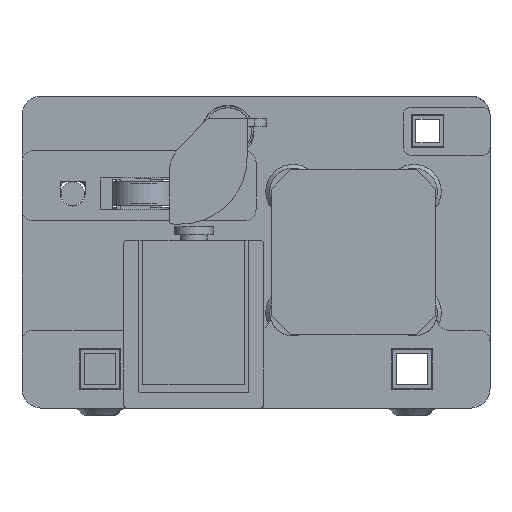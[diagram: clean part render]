
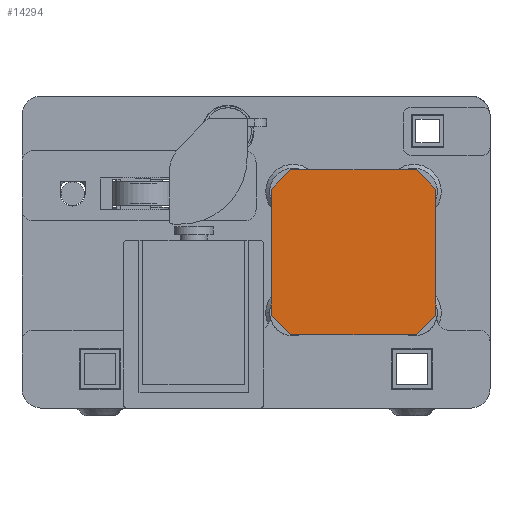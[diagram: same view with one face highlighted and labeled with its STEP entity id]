
A CAD part, front view. The second image highlights one B-rep face of the part: STEP entity #14294.
In plain terms, the highlighted planar face has unit normal (0, -1, 0).
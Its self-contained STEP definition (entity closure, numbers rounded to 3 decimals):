
#13313 = PLANE('',#13314);
#13314 = AXIS2_PLACEMENT_3D('',#13315,#13316,#13317);
#13315 = CARTESIAN_POINT('',(-21.15,-27.5,21.15));
#13316 = DIRECTION('',(0.,0.,1.));
#13317 = DIRECTION('',(1.,0.,0.));
#13341 = PLANE('',#13342);
#13342 = AXIS2_PLACEMENT_3D('',#13343,#13344,#13345);
#13343 = CARTESIAN_POINT('',(-18.65,-27.5,18.65));
#13344 = DIRECTION('',(-0.707,0.,
    0.707));
#13345 = DIRECTION('',(0.,1.,0.));
#13369 = PLANE('',#13370);
#13370 = AXIS2_PLACEMENT_3D('',#13371,#13372,#13373);
#13371 = CARTESIAN_POINT('',(-21.15,-27.5,-21.15));
#13372 = DIRECTION('',(-1.,0.,0.));
#13373 = DIRECTION('',(0.,0.,1.));
#13397 = PLANE('',#13398);
#13398 = AXIS2_PLACEMENT_3D('',#13399,#13400,#13401);
#13399 = CARTESIAN_POINT('',(-18.65,-27.5,-18.65));
#13400 = DIRECTION('',(-0.707,0.,
    -0.707));
#13401 = DIRECTION('',(0.,-1.,0.));
#13425 = PLANE('',#13426);
#13426 = AXIS2_PLACEMENT_3D('',#13427,#13428,#13429);
#13427 = CARTESIAN_POINT('',(21.15,-27.5,-21.15));
#13428 = DIRECTION('',(0.,0.,-1.));
#13429 = DIRECTION('',(-1.,0.,0.));
#13453 = PLANE('',#13454);
#13454 = AXIS2_PLACEMENT_3D('',#13455,#13456,#13457);
#13455 = CARTESIAN_POINT('',(18.65,-27.5,-18.65));
#13456 = DIRECTION('',(0.707,0.,
    -0.707));
#13457 = DIRECTION('',(0.,-1.,0.));
#13481 = PLANE('',#13482);
#13482 = AXIS2_PLACEMENT_3D('',#13483,#13484,#13485);
#13483 = CARTESIAN_POINT('',(21.15,-27.5,21.15));
#13484 = DIRECTION('',(1.,0.,0.));
#13485 = DIRECTION('',(0.,0.,-1.));
#13507 = PLANE('',#13508);
#13508 = AXIS2_PLACEMENT_3D('',#13509,#13510,#13511);
#13509 = CARTESIAN_POINT('',(18.65,-27.5,18.65));
#13510 = DIRECTION('',(0.707,0.,
    0.707));
#13511 = DIRECTION('',(0.,-1.,0.));
#13667 = VERTEX_POINT('',#13668);
#13668 = CARTESIAN_POINT('',(-16.15,-59.5,21.15));
#13689 = EDGE_CURVE('',#13667,#13690,#13692,.T.);
#13690 = VERTEX_POINT('',#13691);
#13691 = CARTESIAN_POINT('',(16.15,-59.5,21.15));
#13692 = SURFACE_CURVE('',#13693,(#13697,#13704),.PCURVE_S1.);
#13693 = LINE('',#13694,#13695);
#13694 = CARTESIAN_POINT('',(-21.15,-59.5,21.15));
#13695 = VECTOR('',#13696,1.);
#13696 = DIRECTION('',(1.,0.,0.));
#13697 = PCURVE('',#13313,#13698);
#13698 = DEFINITIONAL_REPRESENTATION('',(#13699),#13703);
#13699 = LINE('',#13700,#13701);
#13700 = CARTESIAN_POINT('',(0.,-32.));
#13701 = VECTOR('',#13702,1.);
#13702 = DIRECTION('',(1.,0.));
#13703 = ( GEOMETRIC_REPRESENTATION_CONTEXT(2) 
PARAMETRIC_REPRESENTATION_CONTEXT() REPRESENTATION_CONTEXT('2D SPACE',''
  ) );
#13704 = PCURVE('',#13705,#13710);
#13705 = PLANE('',#13706);
#13706 = AXIS2_PLACEMENT_3D('',#13707,#13708,#13709);
#13707 = CARTESIAN_POINT('',(-21.15,-59.5,21.15));
#13708 = DIRECTION('',(0.,-1.,0.));
#13709 = DIRECTION('',(0.,0.,-1.));
#13710 = DEFINITIONAL_REPRESENTATION('',(#13711),#13715);
#13711 = LINE('',#13712,#13713);
#13712 = CARTESIAN_POINT('',(0.,0.));
#13713 = VECTOR('',#13714,1.);
#13714 = DIRECTION('',(0.,1.));
#13715 = ( GEOMETRIC_REPRESENTATION_CONTEXT(2) 
PARAMETRIC_REPRESENTATION_CONTEXT() REPRESENTATION_CONTEXT('2D SPACE',''
  ) );
#13743 = EDGE_CURVE('',#13667,#13744,#13746,.T.);
#13744 = VERTEX_POINT('',#13745);
#13745 = CARTESIAN_POINT('',(-21.15,-59.5,16.15));
#13746 = SURFACE_CURVE('',#13747,(#13751,#13758),.PCURVE_S1.);
#13747 = LINE('',#13748,#13749);
#13748 = CARTESIAN_POINT('',(-18.65,-59.5,18.65));
#13749 = VECTOR('',#13750,1.);
#13750 = DIRECTION('',(-0.707,0.,
    -0.707));
#13751 = PCURVE('',#13341,#13752);
#13752 = DEFINITIONAL_REPRESENTATION('',(#13753),#13757);
#13753 = LINE('',#13754,#13755);
#13754 = CARTESIAN_POINT('',(-32.,0.));
#13755 = VECTOR('',#13756,1.);
#13756 = DIRECTION('',(0.,1.));
#13757 = ( GEOMETRIC_REPRESENTATION_CONTEXT(2) 
PARAMETRIC_REPRESENTATION_CONTEXT() REPRESENTATION_CONTEXT('2D SPACE',''
  ) );
#13758 = PCURVE('',#13705,#13759);
#13759 = DEFINITIONAL_REPRESENTATION('',(#13760),#13764);
#13760 = LINE('',#13761,#13762);
#13761 = CARTESIAN_POINT('',(2.5,2.5));
#13762 = VECTOR('',#13763,1.);
#13763 = DIRECTION('',(0.707,-0.707));
#13764 = ( GEOMETRIC_REPRESENTATION_CONTEXT(2) 
PARAMETRIC_REPRESENTATION_CONTEXT() REPRESENTATION_CONTEXT('2D SPACE',''
  ) );
#13792 = EDGE_CURVE('',#13690,#13793,#13795,.T.);
#13793 = VERTEX_POINT('',#13794);
#13794 = CARTESIAN_POINT('',(21.15,-59.5,16.15));
#13795 = SURFACE_CURVE('',#13796,(#13800,#13807),.PCURVE_S1.);
#13796 = LINE('',#13797,#13798);
#13797 = CARTESIAN_POINT('',(8.075,-59.5,29.225));
#13798 = VECTOR('',#13799,1.);
#13799 = DIRECTION('',(0.707,0.,
    -0.707));
#13800 = PCURVE('',#13507,#13801);
#13801 = DEFINITIONAL_REPRESENTATION('',(#13802),#13806);
#13802 = LINE('',#13803,#13804);
#13803 = CARTESIAN_POINT('',(32.,-14.955));
#13804 = VECTOR('',#13805,1.);
#13805 = DIRECTION('',(0.,1.));
#13806 = ( GEOMETRIC_REPRESENTATION_CONTEXT(2) 
PARAMETRIC_REPRESENTATION_CONTEXT() REPRESENTATION_CONTEXT('2D SPACE',''
  ) );
#13807 = PCURVE('',#13705,#13808);
#13808 = DEFINITIONAL_REPRESENTATION('',(#13809),#13813);
#13809 = LINE('',#13810,#13811);
#13810 = CARTESIAN_POINT('',(-8.075,29.225));
#13811 = VECTOR('',#13812,1.);
#13812 = DIRECTION('',(0.707,0.707));
#13813 = ( GEOMETRIC_REPRESENTATION_CONTEXT(2) 
PARAMETRIC_REPRESENTATION_CONTEXT() REPRESENTATION_CONTEXT('2D SPACE',''
  ) );
#13841 = VERTEX_POINT('',#13842);
#13842 = CARTESIAN_POINT('',(-21.15,-59.5,-16.15));
#13863 = EDGE_CURVE('',#13841,#13744,#13864,.T.);
#13864 = SURFACE_CURVE('',#13865,(#13869,#13876),.PCURVE_S1.);
#13865 = LINE('',#13866,#13867);
#13866 = CARTESIAN_POINT('',(-21.15,-59.5,-21.15));
#13867 = VECTOR('',#13868,1.);
#13868 = DIRECTION('',(0.,0.,1.));
#13869 = PCURVE('',#13369,#13870);
#13870 = DEFINITIONAL_REPRESENTATION('',(#13871),#13875);
#13871 = LINE('',#13872,#13873);
#13872 = CARTESIAN_POINT('',(0.,-32.));
#13873 = VECTOR('',#13874,1.);
#13874 = DIRECTION('',(1.,0.));
#13875 = ( GEOMETRIC_REPRESENTATION_CONTEXT(2) 
PARAMETRIC_REPRESENTATION_CONTEXT() REPRESENTATION_CONTEXT('2D SPACE',''
  ) );
#13876 = PCURVE('',#13705,#13877);
#13877 = DEFINITIONAL_REPRESENTATION('',(#13878),#13882);
#13878 = LINE('',#13879,#13880);
#13879 = CARTESIAN_POINT('',(42.3,0.));
#13880 = VECTOR('',#13881,1.);
#13881 = DIRECTION('',(-1.,0.));
#13882 = ( GEOMETRIC_REPRESENTATION_CONTEXT(2) 
PARAMETRIC_REPRESENTATION_CONTEXT() REPRESENTATION_CONTEXT('2D SPACE',''
  ) );
#13890 = EDGE_CURVE('',#13793,#13891,#13893,.T.);
#13891 = VERTEX_POINT('',#13892);
#13892 = CARTESIAN_POINT('',(21.15,-59.5,-16.15));
#13893 = SURFACE_CURVE('',#13894,(#13898,#13905),.PCURVE_S1.);
#13894 = LINE('',#13895,#13896);
#13895 = CARTESIAN_POINT('',(21.15,-59.5,21.15));
#13896 = VECTOR('',#13897,1.);
#13897 = DIRECTION('',(0.,0.,-1.));
#13898 = PCURVE('',#13481,#13899);
#13899 = DEFINITIONAL_REPRESENTATION('',(#13900),#13904);
#13900 = LINE('',#13901,#13902);
#13901 = CARTESIAN_POINT('',(0.,-32.));
#13902 = VECTOR('',#13903,1.);
#13903 = DIRECTION('',(1.,0.));
#13904 = ( GEOMETRIC_REPRESENTATION_CONTEXT(2) 
PARAMETRIC_REPRESENTATION_CONTEXT() REPRESENTATION_CONTEXT('2D SPACE',''
  ) );
#13905 = PCURVE('',#13705,#13906);
#13906 = DEFINITIONAL_REPRESENTATION('',(#13907),#13911);
#13907 = LINE('',#13908,#13909);
#13908 = CARTESIAN_POINT('',(0.,42.3));
#13909 = VECTOR('',#13910,1.);
#13910 = DIRECTION('',(1.,0.));
#13911 = ( GEOMETRIC_REPRESENTATION_CONTEXT(2) 
PARAMETRIC_REPRESENTATION_CONTEXT() REPRESENTATION_CONTEXT('2D SPACE',''
  ) );
#13939 = VERTEX_POINT('',#13940);
#13940 = CARTESIAN_POINT('',(-16.15,-59.5,-21.15));
#13961 = EDGE_CURVE('',#13939,#13841,#13962,.T.);
#13962 = SURFACE_CURVE('',#13963,(#13967,#13974),.PCURVE_S1.);
#13963 = LINE('',#13964,#13965);
#13964 = CARTESIAN_POINT('',(-29.225,-59.5,-8.075));
#13965 = VECTOR('',#13966,1.);
#13966 = DIRECTION('',(-0.707,0.,
    0.707));
#13967 = PCURVE('',#13397,#13968);
#13968 = DEFINITIONAL_REPRESENTATION('',(#13969),#13973);
#13969 = LINE('',#13970,#13971);
#13970 = CARTESIAN_POINT('',(32.,14.955));
#13971 = VECTOR('',#13972,1.);
#13972 = DIRECTION('',(0.,1.));
#13973 = ( GEOMETRIC_REPRESENTATION_CONTEXT(2) 
PARAMETRIC_REPRESENTATION_CONTEXT() REPRESENTATION_CONTEXT('2D SPACE',''
  ) );
#13974 = PCURVE('',#13705,#13975);
#13975 = DEFINITIONAL_REPRESENTATION('',(#13976),#13980);
#13976 = LINE('',#13977,#13978);
#13977 = CARTESIAN_POINT('',(29.225,-8.075));
#13978 = VECTOR('',#13979,1.);
#13979 = DIRECTION('',(-0.707,-0.707));
#13980 = ( GEOMETRIC_REPRESENTATION_CONTEXT(2) 
PARAMETRIC_REPRESENTATION_CONTEXT() REPRESENTATION_CONTEXT('2D SPACE',''
  ) );
#13988 = EDGE_CURVE('',#13891,#13989,#13991,.T.);
#13989 = VERTEX_POINT('',#13990);
#13990 = CARTESIAN_POINT('',(16.15,-59.5,-21.15));
#13991 = SURFACE_CURVE('',#13992,(#13996,#14003),.PCURVE_S1.);
#13992 = LINE('',#13993,#13994);
#13993 = CARTESIAN_POINT('',(18.65,-59.5,-18.65));
#13994 = VECTOR('',#13995,1.);
#13995 = DIRECTION('',(-0.707,0.,
    -0.707));
#13996 = PCURVE('',#13453,#13997);
#13997 = DEFINITIONAL_REPRESENTATION('',(#13998),#14002);
#13998 = LINE('',#13999,#14000);
#13999 = CARTESIAN_POINT('',(32.,0.));
#14000 = VECTOR('',#14001,1.);
#14001 = DIRECTION('',(0.,1.));
#14002 = ( GEOMETRIC_REPRESENTATION_CONTEXT(2) 
PARAMETRIC_REPRESENTATION_CONTEXT() REPRESENTATION_CONTEXT('2D SPACE',''
  ) );
#14003 = PCURVE('',#13705,#14004);
#14004 = DEFINITIONAL_REPRESENTATION('',(#14005),#14009);
#14005 = LINE('',#14006,#14007);
#14006 = CARTESIAN_POINT('',(39.8,39.8));
#14007 = VECTOR('',#14008,1.);
#14008 = DIRECTION('',(0.707,-0.707));
#14009 = ( GEOMETRIC_REPRESENTATION_CONTEXT(2) 
PARAMETRIC_REPRESENTATION_CONTEXT() REPRESENTATION_CONTEXT('2D SPACE',''
  ) );
#14037 = EDGE_CURVE('',#13989,#13939,#14038,.T.);
#14038 = SURFACE_CURVE('',#14039,(#14043,#14050),.PCURVE_S1.);
#14039 = LINE('',#14040,#14041);
#14040 = CARTESIAN_POINT('',(21.15,-59.5,-21.15));
#14041 = VECTOR('',#14042,1.);
#14042 = DIRECTION('',(-1.,0.,0.));
#14043 = PCURVE('',#13425,#14044);
#14044 = DEFINITIONAL_REPRESENTATION('',(#14045),#14049);
#14045 = LINE('',#14046,#14047);
#14046 = CARTESIAN_POINT('',(0.,-32.));
#14047 = VECTOR('',#14048,1.);
#14048 = DIRECTION('',(1.,0.));
#14049 = ( GEOMETRIC_REPRESENTATION_CONTEXT(2) 
PARAMETRIC_REPRESENTATION_CONTEXT() REPRESENTATION_CONTEXT('2D SPACE',''
  ) );
#14050 = PCURVE('',#13705,#14051);
#14051 = DEFINITIONAL_REPRESENTATION('',(#14052),#14056);
#14052 = LINE('',#14053,#14054);
#14053 = CARTESIAN_POINT('',(42.3,42.3));
#14054 = VECTOR('',#14055,1.);
#14055 = DIRECTION('',(0.,-1.));
#14056 = ( GEOMETRIC_REPRESENTATION_CONTEXT(2) 
PARAMETRIC_REPRESENTATION_CONTEXT() REPRESENTATION_CONTEXT('2D SPACE',''
  ) );
#14294 = ADVANCED_FACE('',(#14295),#13705,.T.);
#14295 = FACE_BOUND('',#14296,.T.);
#14296 = EDGE_LOOP('',(#14297,#14298,#14299,#14300,#14301,#14302,#14303,
    #14304));
#14297 = ORIENTED_EDGE('',*,*,#13689,.F.);
#14298 = ORIENTED_EDGE('',*,*,#13743,.T.);
#14299 = ORIENTED_EDGE('',*,*,#13863,.F.);
#14300 = ORIENTED_EDGE('',*,*,#13961,.F.);
#14301 = ORIENTED_EDGE('',*,*,#14037,.F.);
#14302 = ORIENTED_EDGE('',*,*,#13988,.F.);
#14303 = ORIENTED_EDGE('',*,*,#13890,.F.);
#14304 = ORIENTED_EDGE('',*,*,#13792,.F.);
